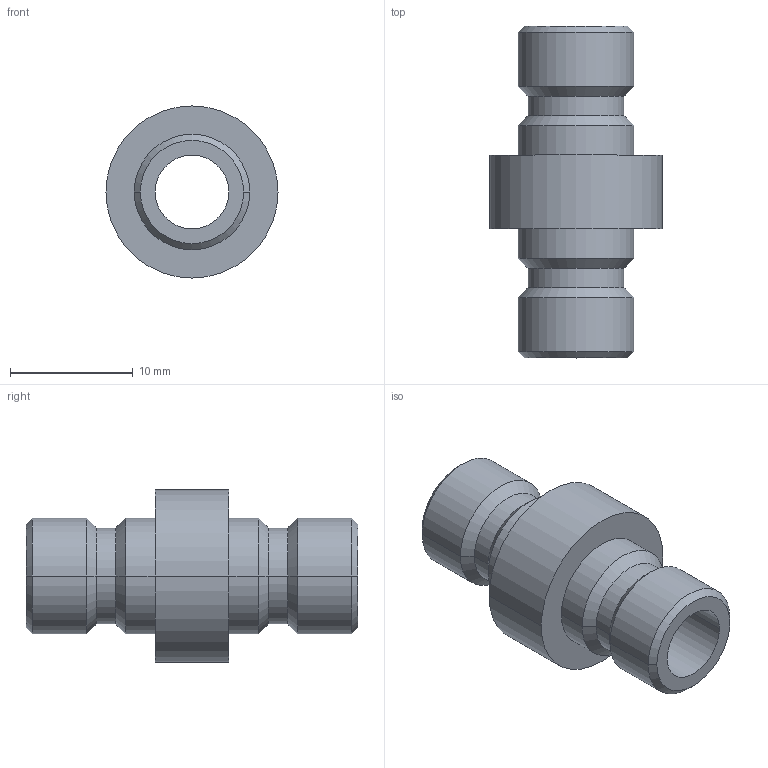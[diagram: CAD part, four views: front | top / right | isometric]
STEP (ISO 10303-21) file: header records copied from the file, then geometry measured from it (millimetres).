
FILE_DESCRIPTION(('STEP AP214'),'1');
FILE_NAME('esdm-esdm.stp','2020-04-22T06:12:34',('TraceParts'),('TraceParts S.A.'),'Spatial InterOp 3D',' ',' ');
FILE_SCHEMA(('automotive_design'));
Length unit declared in the file: millimetre
Products named in the file (1): 1
Bounding box: 14 x 27 x 14 mm (x, y, z)
Volume: 1505.6 mm3; surface area: 1638 mm2
Topology: 1 solids, 1 shells, 32 faces, 64 edges, 36 vertices
Faces by surface type: cylinder 16, cone 12, plane 4
Entity records: 1100 total; most frequent: DIRECTION 166, CARTESIAN_POINT 133, ORIENTED_EDGE 128, AXIS2_PLACEMENT_3D 69, EDGE_CURVE 64, EDGE_LOOP 36, VERTEX_POINT 36, CIRCLE 36
